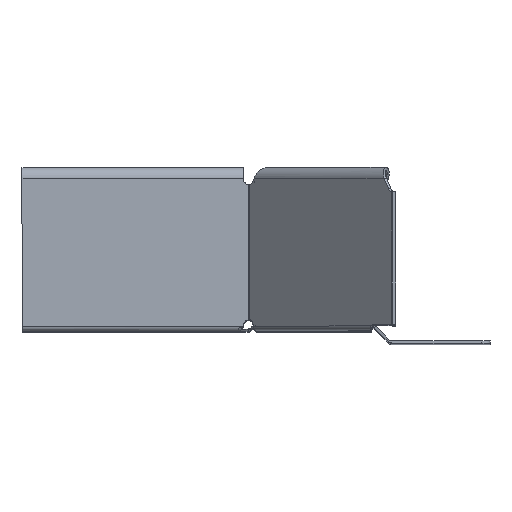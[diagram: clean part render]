
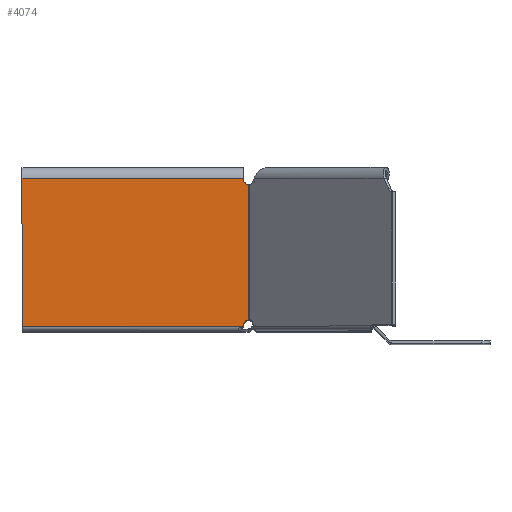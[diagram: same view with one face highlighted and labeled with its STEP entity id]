
A CAD part, top view. The second image highlights one B-rep face of the part: STEP entity #4074.
In plain terms, the highlighted face is planar.
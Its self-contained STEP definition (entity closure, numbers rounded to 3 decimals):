
#1 = EDGE_CURVE ( 'NONE', #3049, #4756, #4881, .T. ) ;
#274 = VECTOR ( 'NONE', #1465, 1000. ) ;
#316 = AXIS2_PLACEMENT_3D ( 'NONE', #3692, #4857, #962 ) ;
#458 = ORIENTED_EDGE ( 'NONE', *, *, #4066, .T. ) ;
#499 = DIRECTION ( 'NONE',  ( 0., 1., 0. ) ) ;
#562 = DIRECTION ( 'NONE',  ( 0., 0., 1. ) ) ;
#572 = LINE ( 'NONE', #2727, #274 ) ;
#595 = CIRCLE ( 'NONE', #1327, 2.25 ) ;
#962 = DIRECTION ( 'NONE',  ( 0., 1., 0. ) ) ;
#974 = CARTESIAN_POINT ( 'NONE',  ( 0., 1.75, -6.75 ) ) ;
#975 = ORIENTED_EDGE ( 'NONE', *, *, #4341, .F. ) ;
#1153 = ORIENTED_EDGE ( 'NONE', *, *, #2099, .F. ) ;
#1327 = AXIS2_PLACEMENT_3D ( 'NONE', #3913, #1693, #499 ) ;
#1465 = DIRECTION ( 'NONE',  ( 1., 0., 0. ) ) ;
#1481 = CARTESIAN_POINT ( 'NONE',  ( -206.54, 1.75, -6.75 ) ) ;
#1686 = CARTESIAN_POINT ( 'NONE',  ( 0., 53.25, -6.75 ) ) ;
#1693 = DIRECTION ( 'NONE',  ( 0., 0., -1. ) ) ;
#1850 = PLANE ( 'NONE',  #2867 ) ;
#1932 = FACE_OUTER_BOUND ( 'NONE', #3481, .T. ) ;
#2095 = DIRECTION ( 'NONE',  ( 0., 1., 0. ) ) ;
#2098 = VERTEX_POINT ( 'NONE', #4863 ) ;
#2099 = EDGE_CURVE ( 'NONE', #2098, #3049, #3563, .T. ) ;
#2284 = DIRECTION ( 'NONE',  ( 0., 1., 0. ) ) ;
#2295 = CARTESIAN_POINT ( 'NONE',  ( -77.1, 53.25, -6.75 ) ) ;
#2701 = VECTOR ( 'NONE', #3586, 1000. ) ;
#2727 = CARTESIAN_POINT ( 'NONE',  ( -206.54, 53.25, -6.75 ) ) ;
#2867 = AXIS2_PLACEMENT_3D ( 'NONE', #4509, #562, #2284 ) ;
#3049 = VERTEX_POINT ( 'NONE', #974 ) ;
#3057 = EDGE_CURVE ( 'NONE', #3362, #4756, #572, .T. ) ;
#3362 = VERTEX_POINT ( 'NONE', #2295 ) ;
#3397 = CARTESIAN_POINT ( 'NONE',  ( -78.98, 3.969, -6.75 ) ) ;
#3414 = CIRCLE ( 'NONE', #316, 2.25 ) ;
#3481 = EDGE_LOOP ( 'NONE', ( #458, #5481, #4415, #5313, #1153, #975 ) ) ;
#3563 = LINE ( 'NONE', #1481, #4908 ) ;
#3586 = DIRECTION ( 'NONE',  ( 0., 1., 0. ) ) ;
#3692 = CARTESIAN_POINT ( 'NONE',  ( -79.35, 53.25, -6.75 ) ) ;
#3913 = CARTESIAN_POINT ( 'NONE',  ( -79.35, 1.75, -6.75 ) ) ;
#4066 = EDGE_CURVE ( 'NONE', #4715, #4170, #4533, .T. ) ;
#4074 = ADVANCED_FACE ( 'NONE', ( #1932 ), #1850, .F. ) ;
#4141 = EDGE_CURVE ( 'NONE', #3362, #4170, #3414, .T. ) ;
#4170 = VERTEX_POINT ( 'NONE', #4559 ) ;
#4341 = EDGE_CURVE ( 'NONE', #4715, #2098, #595, .T. ) ;
#4415 = ORIENTED_EDGE ( 'NONE', *, *, #3057, .T. ) ;
#4454 = CARTESIAN_POINT ( 'NONE',  ( 0., 0., -6.75 ) ) ;
#4509 = CARTESIAN_POINT ( 'NONE',  ( -206.54, 0., -6.75 ) ) ;
#4533 = LINE ( 'NONE', #5392, #2701 ) ;
#4559 = CARTESIAN_POINT ( 'NONE',  ( -78.98, 51.031, -6.75 ) ) ;
#4715 = VERTEX_POINT ( 'NONE', #3397 ) ;
#4756 = VERTEX_POINT ( 'NONE', #1686 ) ;
#4857 = DIRECTION ( 'NONE',  ( 0., 0., -1. ) ) ;
#4863 = CARTESIAN_POINT ( 'NONE',  ( -77.1, 1.75, -6.75 ) ) ;
#4880 = VECTOR ( 'NONE', #2095, 1000. ) ;
#4881 = LINE ( 'NONE', #4454, #4880 ) ;
#4908 = VECTOR ( 'NONE', #5315, 1000. ) ;
#5313 = ORIENTED_EDGE ( 'NONE', *, *, #1, .F. ) ;
#5315 = DIRECTION ( 'NONE',  ( 1., 0., 0. ) ) ;
#5392 = CARTESIAN_POINT ( 'NONE',  ( -78.98, 0., -6.75 ) ) ;
#5481 = ORIENTED_EDGE ( 'NONE', *, *, #4141, .F. ) ;
